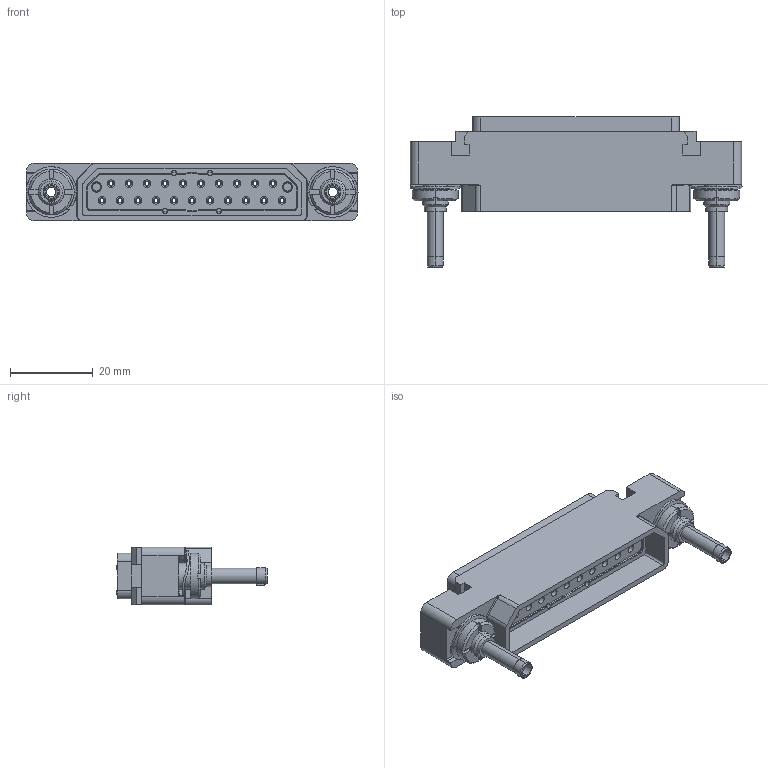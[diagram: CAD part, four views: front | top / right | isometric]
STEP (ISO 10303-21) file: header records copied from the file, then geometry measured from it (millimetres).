
FILE_DESCRIPTION((''),'2;1');
FILE_NAME('00197732300','2020-03-12T',('presta_be4'),(''),'CREO PARAMETRIC BY PTC INC, 2018360','CREO PARAMETRIC BY PTC INC, 2018360','');
FILE_SCHEMA(('CONFIG_CONTROL_DESIGN'));
Products named in the file (1): 00197732300
Bounding box: 80.22 x 36.26 x 14 mm (x, y, z)
Volume: 13860.2 mm3; surface area: 17374.4 mm2
Topology: 1 solids, 1 shells, 2687 faces, 6625 edges, 4060 vertices
Faces by surface type: cylinder 869, plane 832, torus 534, cone 354, bspline 98
Entity records: 96348 total; most frequent: CARTESIAN_POINT 31842, DIRECTION 14228, ORIENTED_EDGE 13250, EDGE_CURVE 6625, AXIS2_PLACEMENT_3D 5748, VERTEX_POINT 4060, CIRCLE 3159, EDGE_LOOP 2957
